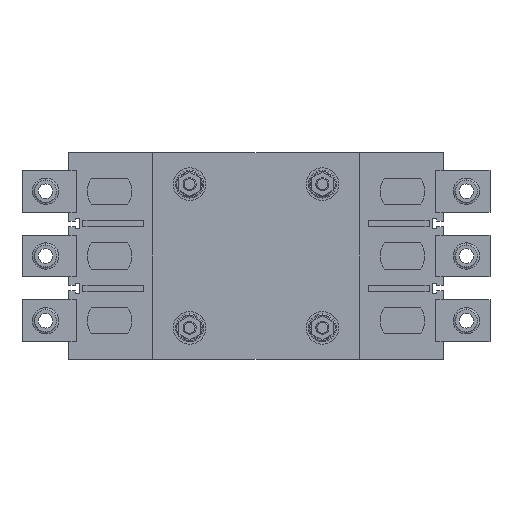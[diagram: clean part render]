
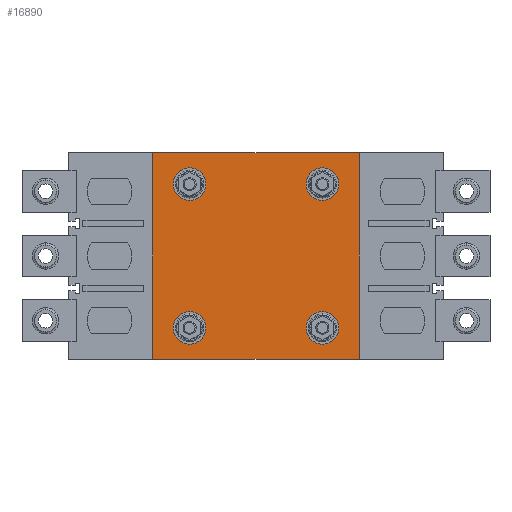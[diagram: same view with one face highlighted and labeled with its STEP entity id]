
A CAD part, front view. The second image highlights one B-rep face of the part: STEP entity #16890.
In plain terms, the highlighted planar face has unit normal (0, -1, 0).
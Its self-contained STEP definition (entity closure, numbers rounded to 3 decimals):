
#247 = FACE_BOUND ( 'NONE', #8423, .T. ) ;
#359 = LINE ( 'NONE', #16186, #16746 ) ;
#657 = DIRECTION ( 'NONE',  ( 0., 0., 1. ) ) ;
#659 = EDGE_CURVE ( 'NONE', #12186, #3127, #8828, .T. ) ;
#670 = EDGE_CURVE ( 'NONE', #2265, #16320, #5035, .T. ) ;
#996 = CARTESIAN_POINT ( 'NONE',  ( -47.5, 35., 47.5 ) ) ;
#1135 = AXIS2_PLACEMENT_3D ( 'NONE', #1187, #17110, #5685 ) ;
#1187 = CARTESIAN_POINT ( 'NONE',  ( -30.5, 35., 33. ) ) ;
#1203 = ORIENTED_EDGE ( 'NONE', *, *, #2741, .F. ) ;
#1349 = DIRECTION ( 'NONE',  ( 0., 0., -1. ) ) ;
#1500 = AXIS2_PLACEMENT_3D ( 'NONE', #16278, #7822, #3218 ) ;
#1714 = DIRECTION ( 'NONE',  ( 0., 0., -1. ) ) ;
#1846 = VERTEX_POINT ( 'NONE', #18586 ) ;
#1994 = EDGE_LOOP ( 'NONE', ( #1203, #2165 ) ) ;
#2097 = DIRECTION ( 'NONE',  ( 0., 0., -1. ) ) ;
#2165 = ORIENTED_EDGE ( 'NONE', *, *, #15927, .F. ) ;
#2201 = CARTESIAN_POINT ( 'NONE',  ( 30.5, 35., 33. ) ) ;
#2265 = VERTEX_POINT ( 'NONE', #3728 ) ;
#2741 = EDGE_CURVE ( 'NONE', #3402, #15741, #12778, .T. ) ;
#2922 = ORIENTED_EDGE ( 'NONE', *, *, #3812, .F. ) ;
#3043 = CIRCLE ( 'NONE', #12538, 7.5 ) ;
#3127 = VERTEX_POINT ( 'NONE', #17476 ) ;
#3142 = DIRECTION ( 'NONE',  ( 0., 0., 1. ) ) ;
#3167 = EDGE_CURVE ( 'NONE', #7243, #1846, #12499, .T. ) ;
#3218 = DIRECTION ( 'NONE',  ( 0., 0., -1. ) ) ;
#3402 = VERTEX_POINT ( 'NONE', #18125 ) ;
#3407 = CARTESIAN_POINT ( 'NONE',  ( -30.5, 35., -25.5 ) ) ;
#3421 = FACE_OUTER_BOUND ( 'NONE', #6793, .T. ) ;
#3638 = VERTEX_POINT ( 'NONE', #15024 ) ;
#3728 = CARTESIAN_POINT ( 'NONE',  ( 30.5, 35., 40.5 ) ) ;
#3754 = CARTESIAN_POINT ( 'NONE',  ( -30.5, 35., 33. ) ) ;
#3812 = EDGE_CURVE ( 'NONE', #12002, #3127, #16731, .T. ) ;
#3842 = CARTESIAN_POINT ( 'NONE',  ( 47.5, 35., 47.5 ) ) ;
#3909 = DIRECTION ( 'NONE',  ( 0., 0., -1. ) ) ;
#4565 = AXIS2_PLACEMENT_3D ( 'NONE', #3754, #15451, #7015 ) ;
#4663 = FACE_BOUND ( 'NONE', #1994, .T. ) ;
#5035 = CIRCLE ( 'NONE', #9018, 7.5 ) ;
#5162 = DIRECTION ( 'NONE',  ( 0., -1., 0. ) ) ;
#5319 = EDGE_CURVE ( 'NONE', #16320, #2265, #13923, .T. ) ;
#5402 = EDGE_LOOP ( 'NONE', ( #8049, #12086 ) ) ;
#5548 = EDGE_CURVE ( 'NONE', #11799, #17745, #18832, .T. ) ;
#5608 = ORIENTED_EDGE ( 'NONE', *, *, #659, .T. ) ;
#5685 = DIRECTION ( 'NONE',  ( 0., 0., -1. ) ) ;
#5741 = LINE ( 'NONE', #17458, #17704 ) ;
#5779 = CARTESIAN_POINT ( 'NONE',  ( 30.5, 35., -40.5 ) ) ;
#6102 = FACE_BOUND ( 'NONE', #5402, .T. ) ;
#6113 = DIRECTION ( 'NONE',  ( 0., 0., 1. ) ) ;
#6755 = EDGE_CURVE ( 'NONE', #3638, #12186, #359, .T. ) ;
#6793 = EDGE_LOOP ( 'NONE', ( #5608, #2922, #18277, #12118 ) ) ;
#7015 = DIRECTION ( 'NONE',  ( 0., 0., -1. ) ) ;
#7243 = VERTEX_POINT ( 'NONE', #3407 ) ;
#7578 = DIRECTION ( 'NONE',  ( 0., -1., 0. ) ) ;
#7822 = DIRECTION ( 'NONE',  ( 0., -1., 0. ) ) ;
#8049 = ORIENTED_EDGE ( 'NONE', *, *, #3167, .F. ) ;
#8423 = EDGE_LOOP ( 'NONE', ( #13002, #13262 ) ) ;
#8766 = AXIS2_PLACEMENT_3D ( 'NONE', #16960, #17240, #3909 ) ;
#8828 = LINE ( 'NONE', #10544, #10260 ) ;
#8987 = DIRECTION ( 'NONE',  ( 0., -1., 0. ) ) ;
#9018 = AXIS2_PLACEMENT_3D ( 'NONE', #16031, #7578, #1714 ) ;
#9087 = CIRCLE ( 'NONE', #8766, 7.5 ) ;
#9186 = CARTESIAN_POINT ( 'NONE',  ( 30.5, 35., -33. ) ) ;
#10260 = VECTOR ( 'NONE', #16219, 1000. ) ;
#10323 = PLANE ( 'NONE',  #1500 ) ;
#10433 = FACE_BOUND ( 'NONE', #16466, .T. ) ;
#10544 = CARTESIAN_POINT ( 'NONE',  ( 0., 35., 47.5 ) ) ;
#11799 = VERTEX_POINT ( 'NONE', #5779 ) ;
#11934 = CIRCLE ( 'NONE', #4565, 7.5 ) ;
#12002 = VERTEX_POINT ( 'NONE', #17766 ) ;
#12086 = ORIENTED_EDGE ( 'NONE', *, *, #13438, .F. ) ;
#12118 = ORIENTED_EDGE ( 'NONE', *, *, #6755, .T. ) ;
#12186 = VERTEX_POINT ( 'NONE', #3842 ) ;
#12499 = CIRCLE ( 'NONE', #18306, 7.5 ) ;
#12538 = AXIS2_PLACEMENT_3D ( 'NONE', #12737, #16666, #657 ) ;
#12732 = AXIS2_PLACEMENT_3D ( 'NONE', #9186, #8987, #3142 ) ;
#12737 = CARTESIAN_POINT ( 'NONE',  ( 30.5, 35., -33. ) ) ;
#12778 = CIRCLE ( 'NONE', #1135, 7.5 ) ;
#13002 = ORIENTED_EDGE ( 'NONE', *, *, #16704, .F. ) ;
#13262 = ORIENTED_EDGE ( 'NONE', *, *, #5548, .F. ) ;
#13438 = EDGE_CURVE ( 'NONE', #1846, #7243, #9087, .T. ) ;
#13552 = ORIENTED_EDGE ( 'NONE', *, *, #5319, .F. ) ;
#13626 = CARTESIAN_POINT ( 'NONE',  ( -30.5, 35., 25.5 ) ) ;
#13923 = CIRCLE ( 'NONE', #17904, 7.5 ) ;
#14234 = ORIENTED_EDGE ( 'NONE', *, *, #670, .F. ) ;
#14301 = DIRECTION ( 'NONE',  ( 0., -1., 0. ) ) ;
#14374 = VECTOR ( 'NONE', #15587, 1000. ) ;
#14567 = DIRECTION ( 'NONE',  ( 1., 0., 0. ) ) ;
#15024 = CARTESIAN_POINT ( 'NONE',  ( 47.5, 35., -47.5 ) ) ;
#15451 = DIRECTION ( 'NONE',  ( 0., -1., 0. ) ) ;
#15587 = DIRECTION ( 'NONE',  ( 0., 0., 1. ) ) ;
#15741 = VERTEX_POINT ( 'NONE', #13626 ) ;
#15927 = EDGE_CURVE ( 'NONE', #15741, #3402, #11934, .T. ) ;
#16031 = CARTESIAN_POINT ( 'NONE',  ( 30.5, 35., 33. ) ) ;
#16120 = CARTESIAN_POINT ( 'NONE',  ( 30.5, 35., -25.5 ) ) ;
#16186 = CARTESIAN_POINT ( 'NONE',  ( 47.5, 35., 47.5 ) ) ;
#16219 = DIRECTION ( 'NONE',  ( -1., 0., 0. ) ) ;
#16278 = CARTESIAN_POINT ( 'NONE',  ( 0., 35., 0. ) ) ;
#16320 = VERTEX_POINT ( 'NONE', #18494 ) ;
#16415 = EDGE_CURVE ( 'NONE', #12002, #3638, #5741, .T. ) ;
#16466 = EDGE_LOOP ( 'NONE', ( #14234, #13552 ) ) ;
#16666 = DIRECTION ( 'NONE',  ( 0., -1., 0. ) ) ;
#16704 = EDGE_CURVE ( 'NONE', #17745, #11799, #3043, .T. ) ;
#16731 = LINE ( 'NONE', #996, #14374 ) ;
#16746 = VECTOR ( 'NONE', #6113, 1000. ) ;
#16890 = ADVANCED_FACE ( 'NONE', ( #6102, #4663, #10433, #3421, #247 ), #10323, .T. ) ;
#16960 = CARTESIAN_POINT ( 'NONE',  ( -30.5, 35., -33. ) ) ;
#17110 = DIRECTION ( 'NONE',  ( 0., -1., 0. ) ) ;
#17240 = DIRECTION ( 'NONE',  ( 0., -1., 0. ) ) ;
#17269 = CARTESIAN_POINT ( 'NONE',  ( -30.5, 35., -33. ) ) ;
#17458 = CARTESIAN_POINT ( 'NONE',  ( 0., 35., -47.5 ) ) ;
#17476 = CARTESIAN_POINT ( 'NONE',  ( -47.5, 35., 47.5 ) ) ;
#17704 = VECTOR ( 'NONE', #14567, 1000. ) ;
#17745 = VERTEX_POINT ( 'NONE', #16120 ) ;
#17766 = CARTESIAN_POINT ( 'NONE',  ( -47.5, 35., -47.5 ) ) ;
#17904 = AXIS2_PLACEMENT_3D ( 'NONE', #2201, #5162, #2097 ) ;
#18125 = CARTESIAN_POINT ( 'NONE',  ( -30.5, 35., 40.5 ) ) ;
#18277 = ORIENTED_EDGE ( 'NONE', *, *, #16415, .T. ) ;
#18306 = AXIS2_PLACEMENT_3D ( 'NONE', #17269, #14301, #1349 ) ;
#18494 = CARTESIAN_POINT ( 'NONE',  ( 30.5, 35., 25.5 ) ) ;
#18586 = CARTESIAN_POINT ( 'NONE',  ( -30.5, 35., -40.5 ) ) ;
#18832 = CIRCLE ( 'NONE', #12732, 7.5 ) ;
